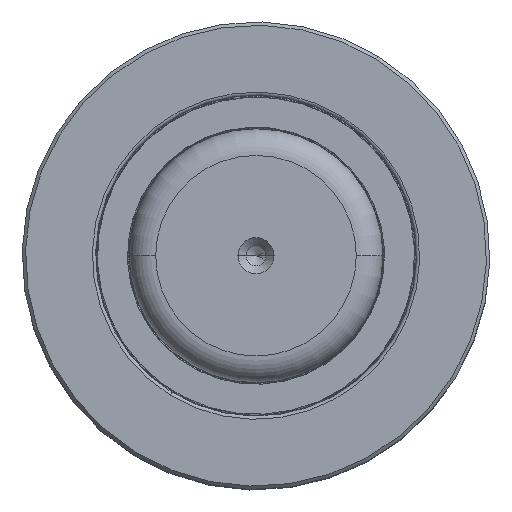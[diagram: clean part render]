
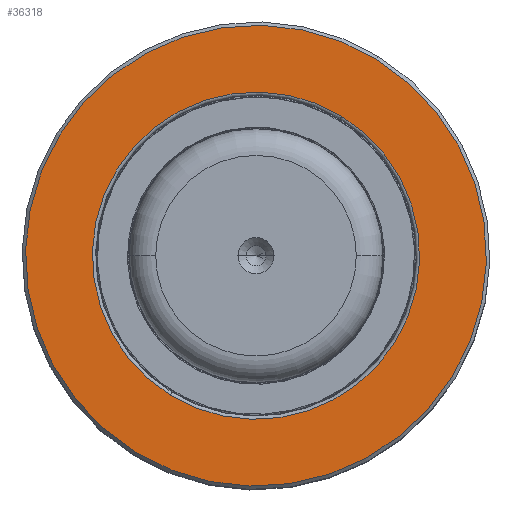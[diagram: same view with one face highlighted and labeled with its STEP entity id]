
A CAD part, top view. The second image highlights one B-rep face of the part: STEP entity #36318.
In plain terms, the highlighted face is planar.
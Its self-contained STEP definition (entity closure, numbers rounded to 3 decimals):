
#338 = AXIS2_PLACEMENT_3D ( 'NONE', #11314, #57216, #11111 ) ;
#657 = VERTEX_POINT ( 'NONE', #24406 ) ;
#2604 = CARTESIAN_POINT ( 'NONE',  ( 0., 45.687, 0. ) ) ;
#3223 = VERTEX_POINT ( 'NONE', #57535 ) ;
#4057 = EDGE_CURVE ( 'NONE', #16197, #22501, #27836, .T. ) ;
#4924 = AXIS2_PLACEMENT_3D ( 'NONE', #55620, #47174, #37742 ) ;
#7773 = CARTESIAN_POINT ( 'NONE',  ( 34.5, 45.687, 0. ) ) ;
#11111 = DIRECTION ( 'NONE',  ( 0., 0., -1. ) ) ;
#11314 = CARTESIAN_POINT ( 'NONE',  ( 0., 45.687, 0. ) ) ;
#14075 = EDGE_CURVE ( 'NONE', #657, #3223, #39058, .T. ) ;
#16197 = VERTEX_POINT ( 'NONE', #23720 ) ;
#16218 = DIRECTION ( 'NONE',  ( 0., 0., -1. ) ) ;
#17602 = DIRECTION ( 'NONE',  ( 0., -1., 0. ) ) ;
#17802 = DIRECTION ( 'NONE',  ( 0., 0., -1. ) ) ;
#19559 = EDGE_LOOP ( 'NONE', ( #43342, #31812 ) ) ;
#21206 = EDGE_CURVE ( 'NONE', #22501, #16197, #50265, .T. ) ;
#21607 = DIRECTION ( 'NONE',  ( 0., 1., 0. ) ) ;
#21995 = PLANE ( 'NONE',  #35975 ) ;
#22501 = VERTEX_POINT ( 'NONE', #54055 ) ;
#23720 = CARTESIAN_POINT ( 'NONE',  ( 0., 45.687, -24.5 ) ) ;
#24406 = CARTESIAN_POINT ( 'NONE',  ( 0., 45.687, 34.5 ) ) ;
#25823 = ORIENTED_EDGE ( 'NONE', *, *, #14075, .F. ) ;
#26412 = DIRECTION ( 'NONE',  ( 0., 0., 1. ) ) ;
#27148 = FACE_BOUND ( 'NONE', #19559, .T. ) ;
#27558 = EDGE_CURVE ( 'NONE', #3223, #657, #29372, .T. ) ;
#27836 = CIRCLE ( 'NONE', #338, 24.5 ) ;
#29372 = CIRCLE ( 'NONE', #44243, 34.5 ) ;
#31430 = CARTESIAN_POINT ( 'NONE',  ( 0., 45.687, 0. ) ) ;
#31812 = ORIENTED_EDGE ( 'NONE', *, *, #21206, .T. ) ;
#35975 = AXIS2_PLACEMENT_3D ( 'NONE', #7773, #21607, #26412 ) ;
#36318 = ADVANCED_FACE ( 'NONE', ( #27148, #42943 ), #21995, .T. ) ;
#37742 = DIRECTION ( 'NONE',  ( 0., 0., -1. ) ) ;
#39058 = CIRCLE ( 'NONE', #4924, 34.5 ) ;
#42943 = FACE_OUTER_BOUND ( 'NONE', #49541, .T. ) ;
#43342 = ORIENTED_EDGE ( 'NONE', *, *, #4057, .T. ) ;
#43696 = DIRECTION ( 'NONE',  ( 0., -1., 0. ) ) ;
#44243 = AXIS2_PLACEMENT_3D ( 'NONE', #2604, #43696, #16218 ) ;
#47174 = DIRECTION ( 'NONE',  ( 0., -1., 0. ) ) ;
#48360 = ORIENTED_EDGE ( 'NONE', *, *, #27558, .F. ) ;
#49151 = AXIS2_PLACEMENT_3D ( 'NONE', #31430, #17602, #17802 ) ;
#49541 = EDGE_LOOP ( 'NONE', ( #48360, #25823 ) ) ;
#50265 = CIRCLE ( 'NONE', #49151, 24.5 ) ;
#54055 = CARTESIAN_POINT ( 'NONE',  ( 0., 45.687, 24.5 ) ) ;
#55620 = CARTESIAN_POINT ( 'NONE',  ( 0., 45.687, 0. ) ) ;
#57216 = DIRECTION ( 'NONE',  ( 0., -1., 0. ) ) ;
#57535 = CARTESIAN_POINT ( 'NONE',  ( 0., 45.687, -34.5 ) ) ;
